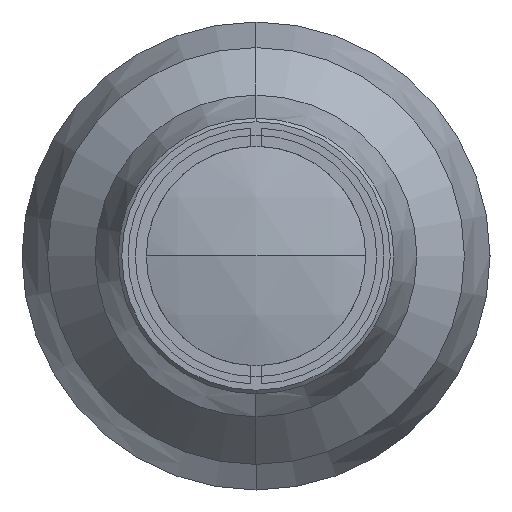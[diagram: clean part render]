
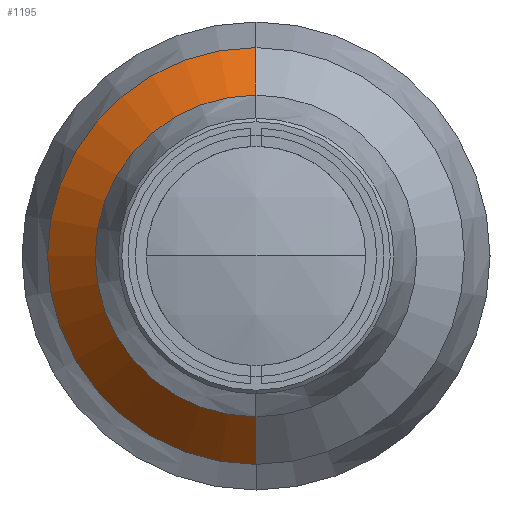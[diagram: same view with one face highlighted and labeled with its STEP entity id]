
A CAD part, left-side view. The second image highlights one B-rep face of the part: STEP entity #1195.
In plain terms, the highlighted conical face has half-angle 45 degrees and reference radius 22 mm.
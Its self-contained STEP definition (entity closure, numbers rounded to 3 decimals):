
#105 = VERTEX_POINT ( 'NONE', #397 ) ;
#134 = EDGE_CURVE ( 'NONE', #902, #653, #808, .T. ) ;
#151 = EDGE_CURVE ( 'NONE', #105, #653, #338, .T. ) ;
#251 = CARTESIAN_POINT ( 'NONE',  ( 66.12, 0., -22. ) ) ;
#252 = CARTESIAN_POINT ( 'NONE',  ( 66.12, 0., 0. ) ) ;
#315 = VECTOR ( 'NONE', #1140, 1000. ) ;
#321 = DIRECTION ( 'NONE',  ( 0., 0., -1. ) ) ;
#338 = LINE ( 'NONE', #753, #315 ) ;
#397 = CARTESIAN_POINT ( 'NONE',  ( 66.12, 0., 22. ) ) ;
#426 = EDGE_LOOP ( 'NONE', ( #494, #509, #672, #1171 ) ) ;
#494 = ORIENTED_EDGE ( 'NONE', *, *, #1201, .T. ) ;
#509 = ORIENTED_EDGE ( 'NONE', *, *, #151, .T. ) ;
#593 = FACE_OUTER_BOUND ( 'NONE', #426, .T. ) ;
#605 = DIRECTION ( 'NONE',  ( 1., 0., 0. ) ) ;
#653 = VERTEX_POINT ( 'NONE', #906 ) ;
#667 = DIRECTION ( 'NONE',  ( 0., 0., -1. ) ) ;
#672 = ORIENTED_EDGE ( 'NONE', *, *, #134, .F. ) ;
#691 = EDGE_CURVE ( 'NONE', #748, #902, #1370, .T. ) ;
#692 = CONICAL_SURFACE ( 'NONE', #1628, 22., 0.785 ) ;
#748 = VERTEX_POINT ( 'NONE', #896 ) ;
#753 = CARTESIAN_POINT ( 'NONE',  ( 66.12, 0., 22. ) ) ;
#808 = CIRCLE ( 'NONE', #1079, 28.5 ) ;
#896 = CARTESIAN_POINT ( 'NONE',  ( 66.12, 0., -22. ) ) ;
#902 = VERTEX_POINT ( 'NONE', #1636 ) ;
#906 = CARTESIAN_POINT ( 'NONE',  ( 72.62, 0., 28.5 ) ) ;
#952 = VECTOR ( 'NONE', #1218, 1000. ) ;
#962 = AXIS2_PLACEMENT_3D ( 'NONE', #1649, #605, #1099 ) ;
#1079 = AXIS2_PLACEMENT_3D ( 'NONE', #1094, #1240, #321 ) ;
#1094 = CARTESIAN_POINT ( 'NONE',  ( 72.62, 0., 0. ) ) ;
#1099 = DIRECTION ( 'NONE',  ( 0., 0., -1. ) ) ;
#1140 = DIRECTION ( 'NONE',  ( 0.707, 0., 0.707 ) ) ;
#1171 = ORIENTED_EDGE ( 'NONE', *, *, #691, .F. ) ;
#1195 = ADVANCED_FACE ( 'NONE', ( #593 ), #692, .T. ) ;
#1201 = EDGE_CURVE ( 'NONE', #748, #105, #1673, .T. ) ;
#1218 = DIRECTION ( 'NONE',  ( 0.707, 0., -0.707 ) ) ;
#1240 = DIRECTION ( 'NONE',  ( 1., 0., 0. ) ) ;
#1370 = LINE ( 'NONE', #251, #952 ) ;
#1451 = DIRECTION ( 'NONE',  ( 1., 0., 0. ) ) ;
#1628 = AXIS2_PLACEMENT_3D ( 'NONE', #252, #1451, #667 ) ;
#1636 = CARTESIAN_POINT ( 'NONE',  ( 72.62, 0., -28.5 ) ) ;
#1649 = CARTESIAN_POINT ( 'NONE',  ( 66.12, 0., 0. ) ) ;
#1673 = CIRCLE ( 'NONE', #962, 22. ) ;
